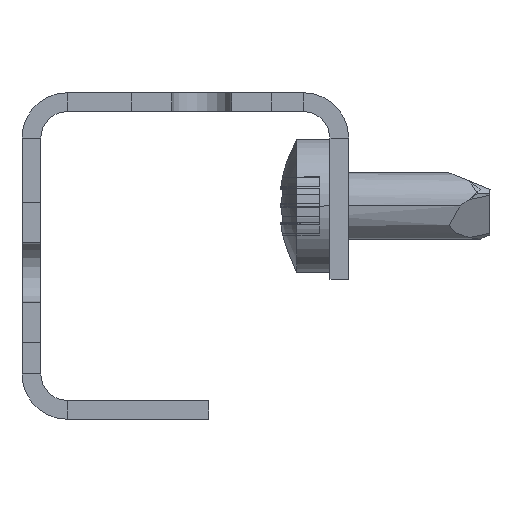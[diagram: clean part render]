
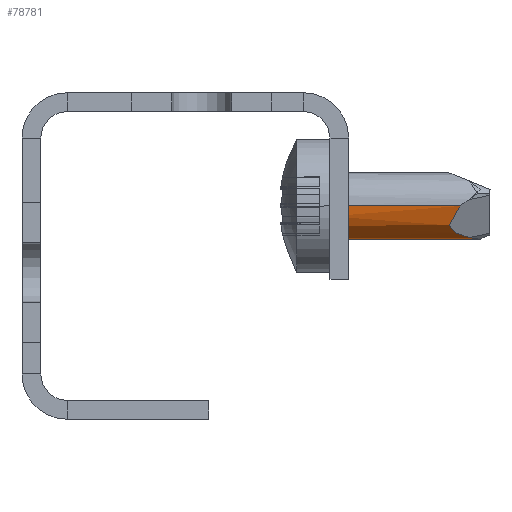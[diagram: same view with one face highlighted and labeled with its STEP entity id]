
A CAD part, front view. The second image highlights one B-rep face of the part: STEP entity #78781.
In plain terms, the highlighted cylindrical face has radius 2.5 mm (diameter 5 mm), a partial arc.
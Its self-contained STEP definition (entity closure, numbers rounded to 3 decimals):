
#1578 = VERTEX_POINT ( 'NONE', #74288 ) ;
#2973 = CARTESIAN_POINT ( 'NONE',  ( 0.048, -15.058, -2.5 ) ) ;
#3830 = VECTOR ( 'NONE', #55593, 1000. ) ;
#6114 = DIRECTION ( 'NONE',  ( 0., 1., 0. ) ) ;
#6123 = VERTEX_POINT ( 'NONE', #71258 ) ;
#7059 = CARTESIAN_POINT ( 'NONE',  ( 2.5, -12.164, -1.108 ) ) ;
#7863 = DIRECTION ( 'NONE',  ( 0., 1., 0. ) ) ;
#10276 = CARTESIAN_POINT ( 'NONE',  ( 0.603, -14.575, -2.429 ) ) ;
#11336 = VERTEX_POINT ( 'NONE', #79071 ) ;
#13125 = CARTESIAN_POINT ( 'NONE',  ( -1.856, -12.431, -2.008 ) ) ;
#13458 = ORIENTED_EDGE ( 'NONE', *, *, #62576, .F. ) ;
#13745 = CARTESIAN_POINT ( 'NONE',  ( 2.5, -13.535, 0. ) ) ;
#16718 = CARTESIAN_POINT ( 'NONE',  ( -0.104, -15.044, -2.498 ) ) ;
#17038 =( BOUNDED_CURVE ( )  B_SPLINE_CURVE ( 3, ( #35488, #79748, #7059, #13745 ),
 .UNSPECIFIED., .F., .F. ) 
 B_SPLINE_CURVE_WITH_KNOTS ( ( 4, 4 ),
 ( 5.565, 6.807 ),
 .UNSPECIFIED. ) 
 CURVE ( )  GEOMETRIC_REPRESENTATION_ITEM ( )  RATIONAL_B_SPLINE_CURVE ( ( 1., 0.876, 0.876, 1. ) ) 
 REPRESENTATION_ITEM ( '' )  );
#17337 = CARTESIAN_POINT ( 'NONE',  ( 0.417, -14.808, -2.466 ) ) ;
#18002 = EDGE_LOOP ( 'NONE', ( #43852, #83231, #13458, #72768, #86899, #45619 ) ) ;
#21885 = CARTESIAN_POINT ( 'NONE',  ( -2.5, -13.535, 0. ) ) ;
#22264 = DIRECTION ( 'NONE',  ( -1., 0., 0. ) ) ;
#22749 = FACE_OUTER_BOUND ( 'NONE', #18002, .T. ) ;
#24060 = CARTESIAN_POINT ( 'NONE',  ( 0.351, -14.882, -2.477 ) ) ;
#24173 = B_SPLINE_CURVE_WITH_KNOTS ( 'NONE', 3,
 ( #67741, #89415, #45742, #53730, #31705, #24996, #46700, #16718, #47002, #2973, #46073, #53435, #90022, #24060, #17337, #10276, #83006, #46395 ),
 .UNSPECIFIED., .F., .F.,
 ( 4, 2, 2, 2, 2, 2, 2, 2, 4 ),
 ( 0.001, 0.002, 0.002, 0.002, 0.002, 0.003, 0.003, 0.003, 0.004 ),
 .UNSPECIFIED. ) ;
#24996 = CARTESIAN_POINT ( 'NONE',  ( -0.238, -14.973, -2.489 ) ) ;
#25005 = CYLINDRICAL_SURFACE ( 'NONE', #28343, 2.5 ) ;
#28343 = AXIS2_PLACEMENT_3D ( 'NONE', #29557, #7863, #22264 ) ;
#29557 = CARTESIAN_POINT ( 'NONE',  ( 0., 0., 0. ) ) ;
#31103 = EDGE_CURVE ( 'NONE', #81186, #36777, #62103, .T. ) ;
#31705 = CARTESIAN_POINT ( 'NONE',  ( -0.355, -14.878, -2.476 ) ) ;
#33349 = DIRECTION ( 'NONE',  ( -1., 0., 0. ) ) ;
#34897 = CARTESIAN_POINT ( 'NONE',  ( 2.5, -13.535, 0. ) ) ;
#35488 = CARTESIAN_POINT ( 'NONE',  ( 0.807, -14.235, -2.366 ) ) ;
#36777 = VERTEX_POINT ( 'NONE', #76612 ) ;
#38021 = EDGE_CURVE ( 'NONE', #70505, #11336, #39930, .T. ) ;
#39930 =( BOUNDED_CURVE ( )  B_SPLINE_CURVE ( 3, ( #85528, #71226, #13125, #55933 ),
 .UNSPECIFIED., .F., .T. ) 
 B_SPLINE_CURVE_WITH_KNOTS ( ( 4, 4 ),
 ( 5.76, 7.002 ),
 .UNSPECIFIED. ) 
 CURVE ( )  GEOMETRIC_REPRESENTATION_ITEM ( )  RATIONAL_B_SPLINE_CURVE ( ( 1., 0.876, 0.876, 1. ) ) 
 REPRESENTATION_ITEM ( '' )  );
#43852 = ORIENTED_EDGE ( 'NONE', *, *, #31103, .F. ) ;
#45619 = ORIENTED_EDGE ( 'NONE', *, *, #53319, .F. ) ;
#45742 = CARTESIAN_POINT ( 'NONE',  ( -0.607, -14.569, -2.428 ) ) ;
#46073 = CARTESIAN_POINT ( 'NONE',  ( 0.098, -15.046, -2.499 ) ) ;
#46395 = CARTESIAN_POINT ( 'NONE',  ( 0.807, -14.235, -2.366 ) ) ;
#46700 = CARTESIAN_POINT ( 'NONE',  ( -0.196, -15.001, -2.493 ) ) ;
#47002 = CARTESIAN_POINT ( 'NONE',  ( -0.054, -15.057, -2.5 ) ) ;
#53319 = EDGE_CURVE ( 'NONE', #36777, #1578, #67518, .T. ) ;
#53435 = CARTESIAN_POINT ( 'NONE',  ( 0.19, -15.005, -2.493 ) ) ;
#53730 = CARTESIAN_POINT ( 'NONE',  ( -0.423, -14.802, -2.465 ) ) ;
#55593 = DIRECTION ( 'NONE',  ( 0., 1., 0. ) ) ;
#55933 = CARTESIAN_POINT ( 'NONE',  ( -0.807, -14.235, -2.366 ) ) ;
#62103 = LINE ( 'NONE', #69911, #3830 ) ;
#62576 = EDGE_CURVE ( 'NONE', #11336, #6123, #24173, .T. ) ;
#67518 = CIRCLE ( 'NONE', #82791, 2.5 ) ;
#67741 = CARTESIAN_POINT ( 'NONE',  ( -0.807, -14.235, -2.366 ) ) ;
#69911 = CARTESIAN_POINT ( 'NONE',  ( 2.5, 0., 0. ) ) ;
#70505 = VERTEX_POINT ( 'NONE', #21885 ) ;
#71226 = CARTESIAN_POINT ( 'NONE',  ( -2.5, -12.164, -1.108 ) ) ;
#71258 = CARTESIAN_POINT ( 'NONE',  ( 0.807, -14.235, -2.366 ) ) ;
#71529 = CARTESIAN_POINT ( 'NONE',  ( -2.5, 0., 0. ) ) ;
#72768 = ORIENTED_EDGE ( 'NONE', *, *, #38021, .F. ) ;
#74288 = CARTESIAN_POINT ( 'NONE',  ( -2.5, -3.8, 0. ) ) ;
#75272 = VECTOR ( 'NONE', #6114, 1000. ) ;
#76612 = CARTESIAN_POINT ( 'NONE',  ( 2.5, -3.8, 0. ) ) ;
#78781 = ADVANCED_FACE ( 'NONE', ( #22749 ), #25005, .T. ) ;
#79071 = CARTESIAN_POINT ( 'NONE',  ( -0.807, -14.235, -2.366 ) ) ;
#79748 = CARTESIAN_POINT ( 'NONE',  ( 1.856, -12.431, -2.008 ) ) ;
#81186 = VERTEX_POINT ( 'NONE', #34897 ) ;
#82595 = EDGE_CURVE ( 'NONE', #70505, #1578, #90071, .T. ) ;
#82620 = EDGE_CURVE ( 'NONE', #6123, #81186, #17038, .T. ) ;
#82791 = AXIS2_PLACEMENT_3D ( 'NONE', #84347, #90752, #33349 ) ;
#83006 = CARTESIAN_POINT ( 'NONE',  ( 0.709, -14.405, -2.4 ) ) ;
#83231 = ORIENTED_EDGE ( 'NONE', *, *, #82620, .F. ) ;
#84347 = CARTESIAN_POINT ( 'NONE',  ( 0., -3.8, 0. ) ) ;
#85528 = CARTESIAN_POINT ( 'NONE',  ( -2.5, -13.535, 0. ) ) ;
#86899 = ORIENTED_EDGE ( 'NONE', *, *, #82595, .T. ) ;
#89415 = CARTESIAN_POINT ( 'NONE',  ( -0.71, -14.403, -2.399 ) ) ;
#90022 = CARTESIAN_POINT ( 'NONE',  ( 0.233, -14.977, -2.489 ) ) ;
#90071 = LINE ( 'NONE', #71529, #75272 ) ;
#90752 = DIRECTION ( 'NONE',  ( 0., 1., 0. ) ) ;
